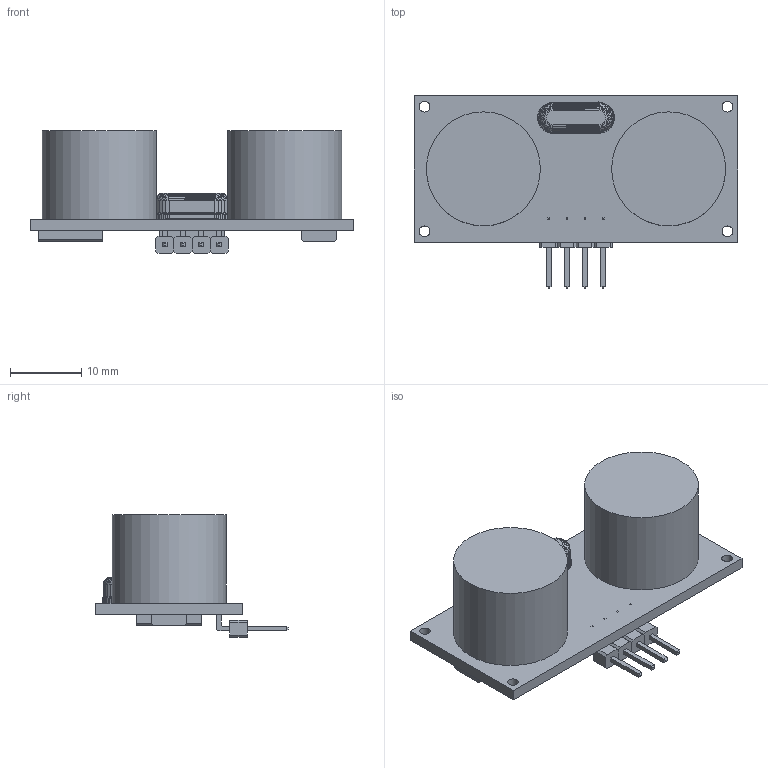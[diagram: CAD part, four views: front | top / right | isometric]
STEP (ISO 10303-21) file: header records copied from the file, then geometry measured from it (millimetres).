
FILE_DESCRIPTION(('FreeCAD Model'),'2;1');
FILE_NAME('HC-SR04.step','2016-11-30T12:41:07',( 'Daniel Sallin'),('Daniel-STP'),'Open CASCADE STEP processor 6.8', 'FreeCAD','Unknown');
FILE_SCHEMA(('AUTOMOTIVE_DESIGN_CC2 { 1 2 10303 214 -1 1 5 4 }'));
Length unit declared in the file: millimetre
Products named in the file (2): ASSEMBLY; Fusion002
Assembly tree (1 placements, depth 2):
  ASSEMBLY
    Fusion002
Bounding box: 45.4 x 26.95 x 17.2 mm (x, y, z)
Volume: 6886.5 mm3; surface area: 3823 mm2
Topology: 1 solids, 1 shells, 1037 faces, 1982 edges, 966 vertices
Faces by surface type: plane 1023, cylinder 14
Full cylindrical faces by diameter (mm): 1.5 x4, 16 x2
Entity records: 55946 total; most frequent: CARTESIAN_POINT 9433, DIRECTION 6660, LINE 4516, VECTOR 4516, ORIENTED_EDGE 3964, PCURVE 3964, DEFINITIONAL_REPRESENTATION 3964, EDGE_CURVE 1982
